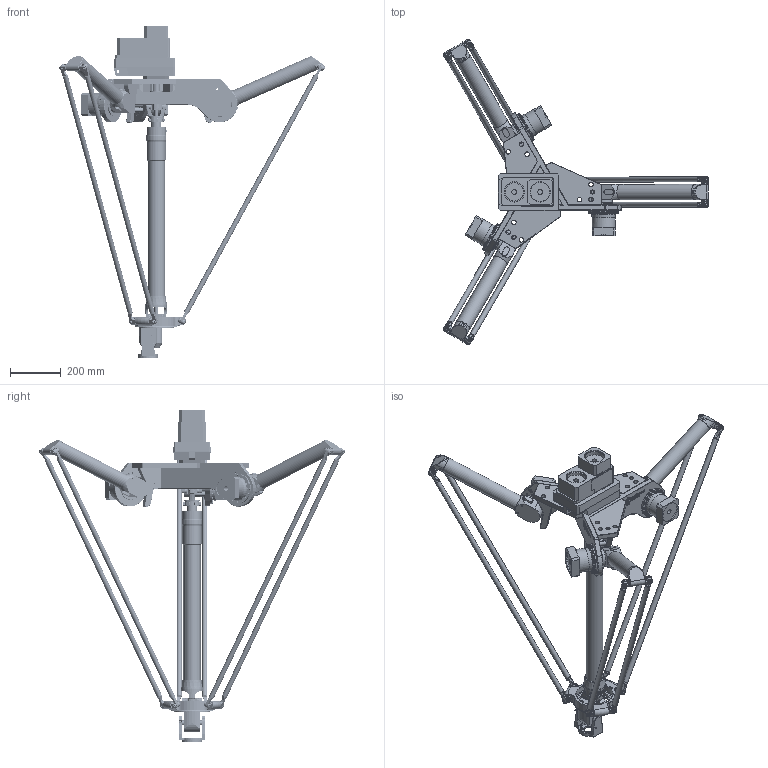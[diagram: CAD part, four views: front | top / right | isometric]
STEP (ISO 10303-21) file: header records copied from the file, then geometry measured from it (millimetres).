
FILE_DESCRIPTION(/* description */ (''),/* implementation_level */ '2;1');
FILE_NAME(/* name */ '3D-model_A_00815-01.stp',/* time_stamp */ '2022-02-18T15:23:15+01:00',/* author */ ('michael.schutter'),/* organization */ ('Majatronic'),/* preprocessor_version */ 'ST-DEVELOPER v16.5',/* originating_system */ 'Autodesk Inventor 2017',/* authorisation */ '');
FILE_SCHEMA (('AUTOMOTIVE_DESIGN { 1 0 10303 214 3 1 1 }'));
Length unit declared in the file: millimetre
Products named in the file (15): MT_BGR00020748MT_BGR; MT_BGR00018537MT_BGR; MT_WST00057437MT_WST; MT_WST00057396MT_WST; MT_WST00065019MT_WST; MT_WST00045206MT_WST; MT_WST00065393MT_WST; MT_WST00106842; MT_WST00065390MT_WST; MT_WST00065391MT_WST; MT_WST00065017MT_WST; MT_WST00065018MT_WST; MT_WST00059566MT_WST; MT_WST00059565MT_WST; MT_WST00065726MT_WST
Assembly tree (29 placements, depth 3):
  MT_BGR00020748MT_BGR
    MT_BGR00018537MT_BGR
      MT_WST00057437MT_WST
      MT_WST00057396MT_WST  x3
    MT_WST00065019MT_WST
    MT_WST00045206MT_WST  x6
    MT_WST00065393MT_WST
    MT_WST00106842  x2
    MT_WST00065390MT_WST
    MT_WST00065391MT_WST
    MT_WST00065017MT_WST
    MT_WST00065018MT_WST
    MT_WST00059566MT_WST  x6
    MT_WST00059565MT_WST  x3
    MT_WST00065726MT_WST
Bounding box: 1044.86 x 1203.37 x 1307 mm (x, y, z)
Volume: 23012789.6 mm3; surface area: 2368292.6 mm2
Topology: 28 solids, 28 shells, 3898 faces, 8969 edges, 5621 vertices
Faces by surface type: plane 2144, cylinder 1130, cone 344, torus 135, bspline 129, sphere 16
Full cylindrical faces by diameter (mm): 2 x1, 4 x3, 4.917 x15, 5 x50, 6 x39, 6.647 x3, 7 x14, 8 x38, 8.5 x98, 10 x46, 11 x1, 12 x22, 15 x4, 16 x28, 17.5 x9, 18 x32, 19 x5, 19.8 x12, 20 x30, 27 x2, 28 x1, 31.5 x3, 35 x3, 40 x2, 45 x1, 50 x1, 59.8 x6, 60 x4, 63 x6, 67 x4
Entity records: 80401 total; most frequent: CARTESIAN_POINT 22396, DIRECTION 11909, ORIENTED_EDGE 11006, EDGE_CURVE 5503, AXIS2_PLACEMENT_3D 4307, VERTEX_POINT 3671, LINE 3295, VECTOR 3295
